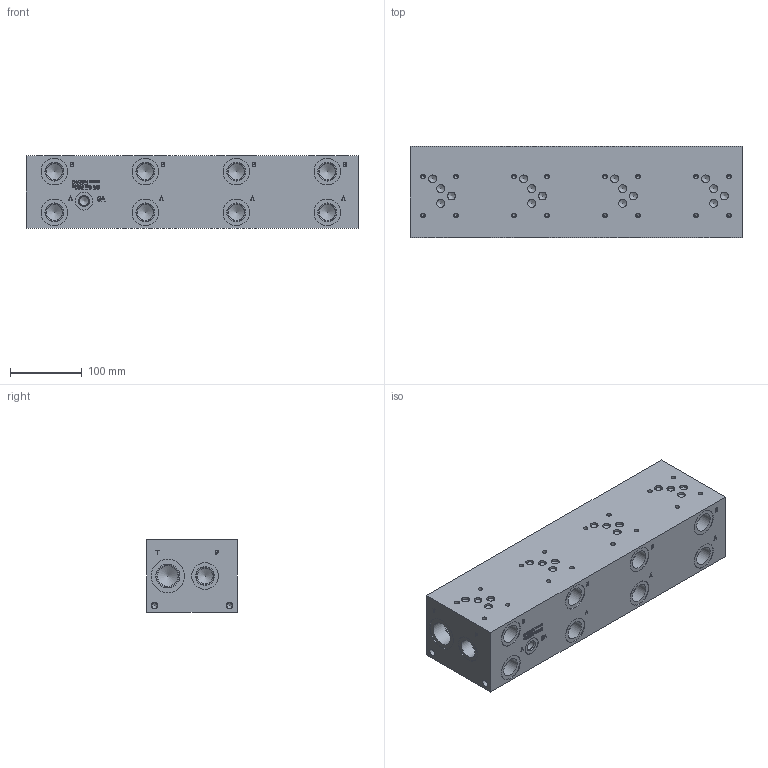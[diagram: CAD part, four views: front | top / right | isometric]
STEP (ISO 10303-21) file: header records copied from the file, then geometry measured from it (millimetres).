
FILE_DESCRIPTION(/* description */ (''),/* implementation_level */ '2;1');
FILE_NAME(/* name */ '_D05HP045B.stp',/* time_stamp */ '2021-07-28T10:27:16-04:00',/* author */ ('anthonyv'),/* organization */ (''),/* preprocessor_version */ 'ST-DEVELOPER v18.1',/* originating_system */ 'Autodesk Inventor 2021',/* authorisation */ '');
FILE_SCHEMA (('AUTOMOTIVE_DESIGN { 1 0 10303 214 3 1 1 }'));
Length unit declared in the file: millimetre
Products named in the file (1): _D05HP045B
Bounding box: 463.55 x 127 x 101.6 mm (x, y, z)
Volume: 5735106 mm3; surface area: 281388 mm2
Topology: 1 solids, 1 shells, 796 faces, 2180 edges, 1490 vertices
Faces by surface type: plane 449, bspline 174, cylinder 109, cone 64
Full cylindrical faces by diameter (mm): 5.105 x16, 6.35 x16, 7.925 x4, 9.525 x4, 11.113 x2, 11.125 x14, 12.294 x1, 12.9 x1, 14.275 x1, 14.529 x1, 22.225 x10, 24.409 x10, 25.019 x1, 26.543 x10, 28.575 x2, 30.632 x2, 33.401 x2, 37.109 x10, 46.558 x2
Entity records: 26620 total; most frequent: CARTESIAN_POINT 6680, ORIENTED_EDGE 4262, DIRECTION 3436, EDGE_CURVE 2131, VERTEX_POINT 1490, LINE 1376, VECTOR 1376, AXIS2_PLACEMENT_3D 1030
